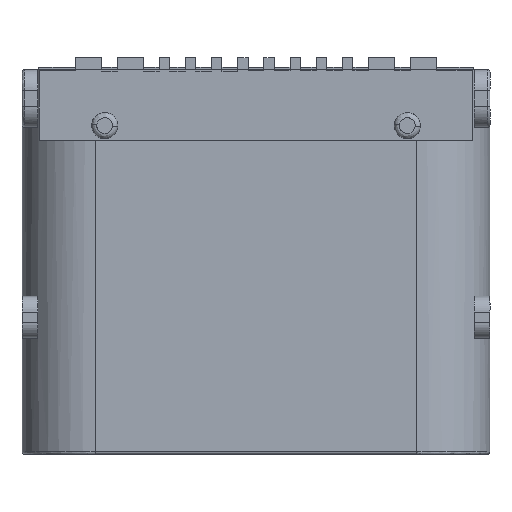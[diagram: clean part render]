
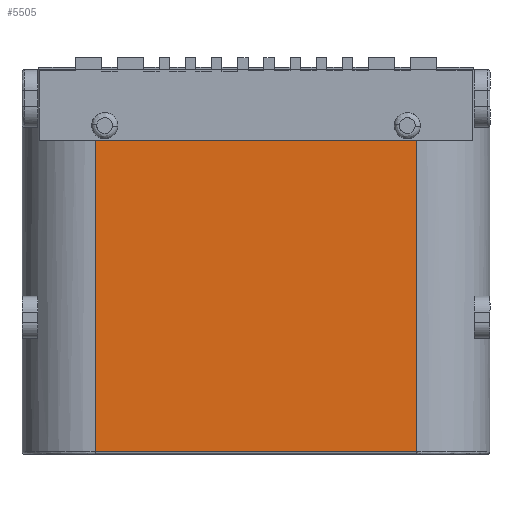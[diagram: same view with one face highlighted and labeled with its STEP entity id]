
A CAD part, front view. The second image highlights one B-rep face of the part: STEP entity #5505.
In plain terms, the highlighted planar face has unit normal (0, -1, 0).
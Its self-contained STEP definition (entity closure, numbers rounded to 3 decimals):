
#514 = CARTESIAN_POINT ( 'NONE',  ( -3.07, 0., 0. ) ) ;
#766 = CARTESIAN_POINT ( 'NONE',  ( -3.07, 0., 0. ) ) ;
#1056 = DIRECTION ( 'NONE',  ( 0., 0., -1. ) ) ;
#1354 = VECTOR ( 'NONE', #4039, 1000. ) ;
#2015 = EDGE_CURVE ( 'NONE', #9272, #4069, #10762, .T. ) ;
#2265 = PLANE ( 'NONE',  #7586 ) ;
#2321 = CARTESIAN_POINT ( 'NONE',  ( -3.07, 0., 0.05 ) ) ;
#2506 = ORIENTED_EDGE ( 'NONE', *, *, #7107, .F. ) ;
#2736 = DIRECTION ( 'NONE',  ( -1., 0., 0. ) ) ;
#2854 = CARTESIAN_POINT ( 'NONE',  ( 3.07, 0., 0. ) ) ;
#3162 = VECTOR ( 'NONE', #2736, 1000. ) ;
#3186 = ORIENTED_EDGE ( 'NONE', *, *, #10786, .F. ) ;
#3249 = FACE_OUTER_BOUND ( 'NONE', #3284, .T. ) ;
#3284 = EDGE_LOOP ( 'NONE', ( #9965, #2506, #3186, #9980 ) ) ;
#4039 = DIRECTION ( 'NONE',  ( -1., 0., 0. ) ) ;
#4069 = VERTEX_POINT ( 'NONE', #10179 ) ;
#4152 = CARTESIAN_POINT ( 'NONE',  ( 4.177, 0., 0.05 ) ) ;
#4908 = DIRECTION ( 'NONE',  ( 0., 0., -1. ) ) ;
#5505 = ADVANCED_FACE ( 'NONE', ( #3249 ), #2265, .T. ) ;
#5960 = VERTEX_POINT ( 'NONE', #6718 ) ;
#6168 = VECTOR ( 'NONE', #1056, 1000. ) ;
#6718 = CARTESIAN_POINT ( 'NONE',  ( 3.07, 0., 0.05 ) ) ;
#7107 = EDGE_CURVE ( 'NONE', #5960, #8265, #11337, .T. ) ;
#7586 = AXIS2_PLACEMENT_3D ( 'NONE', #514, #10267, #4908 ) ;
#8235 = VECTOR ( 'NONE', #9600, 1000. ) ;
#8265 = VERTEX_POINT ( 'NONE', #2321 ) ;
#8828 = CARTESIAN_POINT ( 'NONE',  ( -3.07, 0., 6. ) ) ;
#9272 = VERTEX_POINT ( 'NONE', #11357 ) ;
#9551 = LINE ( 'NONE', #766, #8235 ) ;
#9600 = DIRECTION ( 'NONE',  ( 0., 0., 1. ) ) ;
#9896 = LINE ( 'NONE', #2854, #6168 ) ;
#9965 = ORIENTED_EDGE ( 'NONE', *, *, #11310, .F. ) ;
#9980 = ORIENTED_EDGE ( 'NONE', *, *, #2015, .T. ) ;
#10179 = CARTESIAN_POINT ( 'NONE',  ( -3.07, 0., 6. ) ) ;
#10267 = DIRECTION ( 'NONE',  ( 0., -1., 0. ) ) ;
#10762 = LINE ( 'NONE', #8828, #3162 ) ;
#10786 = EDGE_CURVE ( 'NONE', #9272, #5960, #9896, .T. ) ;
#11310 = EDGE_CURVE ( 'NONE', #8265, #4069, #9551, .T. ) ;
#11337 = LINE ( 'NONE', #4152, #1354 ) ;
#11357 = CARTESIAN_POINT ( 'NONE',  ( 3.07, 0., 6. ) ) ;
